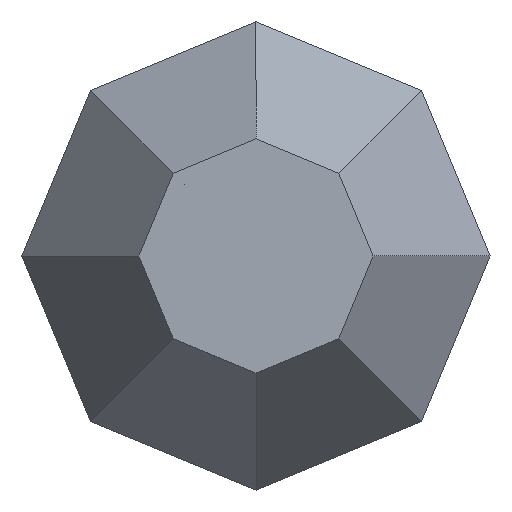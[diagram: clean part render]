
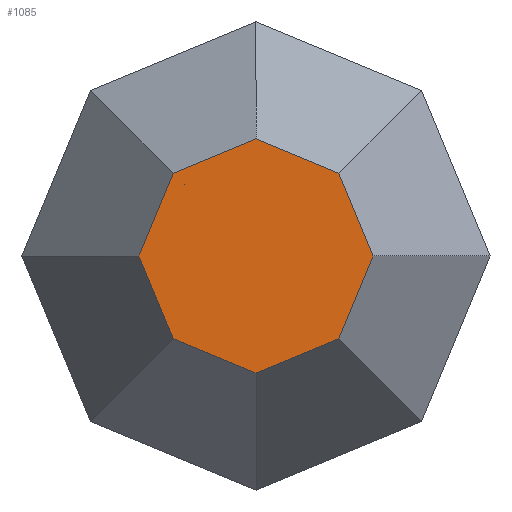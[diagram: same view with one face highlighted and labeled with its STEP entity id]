
A CAD part, front view. The second image highlights one B-rep face of the part: STEP entity #1085.
In plain terms, the highlighted planar face has unit normal (0, -1, 0).
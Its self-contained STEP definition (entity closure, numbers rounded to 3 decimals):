
#60=PLANE('',#1179);
#129=FACE_OUTER_BOUND('',#200,.T.);
#200=EDGE_LOOP('',(#936,#937,#938,#939,#940,#941,#942,#943));
#308=LINE('',#1670,#453);
#311=LINE('',#1676,#456);
#314=LINE('',#1682,#459);
#317=LINE('',#1688,#462);
#320=LINE('',#1694,#465);
#323=LINE('',#1700,#468);
#326=LINE('',#1706,#471);
#329=LINE('',#1710,#474);
#453=VECTOR('',#1367,10.);
#456=VECTOR('',#1372,10.);
#459=VECTOR('',#1377,10.);
#462=VECTOR('',#1382,10.);
#465=VECTOR('',#1387,10.);
#468=VECTOR('',#1392,10.);
#471=VECTOR('',#1397,10.);
#474=VECTOR('',#1402,10.);
#569=VERTEX_POINT('',#1667);
#570=VERTEX_POINT('',#1669);
#572=VERTEX_POINT('',#1675);
#574=VERTEX_POINT('',#1681);
#576=VERTEX_POINT('',#1687);
#578=VERTEX_POINT('',#1693);
#580=VERTEX_POINT('',#1699);
#582=VERTEX_POINT('',#1705);
#684=EDGE_CURVE('',#570,#569,#308,.T.);
#687=EDGE_CURVE('',#572,#570,#311,.T.);
#690=EDGE_CURVE('',#574,#572,#314,.T.);
#693=EDGE_CURVE('',#576,#574,#317,.T.);
#696=EDGE_CURVE('',#578,#576,#320,.T.);
#699=EDGE_CURVE('',#580,#578,#323,.T.);
#702=EDGE_CURVE('',#582,#580,#326,.T.);
#705=EDGE_CURVE('',#569,#582,#329,.T.);
#936=ORIENTED_EDGE('',*,*,#705,.T.);
#937=ORIENTED_EDGE('',*,*,#702,.T.);
#938=ORIENTED_EDGE('',*,*,#699,.T.);
#939=ORIENTED_EDGE('',*,*,#696,.T.);
#940=ORIENTED_EDGE('',*,*,#693,.T.);
#941=ORIENTED_EDGE('',*,*,#690,.T.);
#942=ORIENTED_EDGE('',*,*,#687,.T.);
#943=ORIENTED_EDGE('',*,*,#684,.T.);
#1085=ADVANCED_FACE('',(#129),#60,.T.);
#1179=AXIS2_PLACEMENT_3D('',#1711,#1403,#1404);
#1367=DIRECTION('',(0.924,0.,-0.383));
#1372=DIRECTION('',(0.383,0.,-0.924));
#1377=DIRECTION('',(-0.383,0.,-0.924));
#1382=DIRECTION('',(-0.924,0.,-0.383));
#1387=DIRECTION('',(-0.924,0.,0.383));
#1392=DIRECTION('',(-0.383,0.,0.924));
#1397=DIRECTION('',(0.383,0.,0.924));
#1402=DIRECTION('',(0.924,0.,0.383));
#1403=DIRECTION('center_axis',(0.,-1.,0.));
#1404=DIRECTION('ref_axis',(0.,0.,-1.));
#1667=CARTESIAN_POINT('',(0.,-11.,-6.));
#1669=CARTESIAN_POINT('',(-4.243,-11.,-4.243));
#1670=CARTESIAN_POINT('',(-4.243,-11.,-4.243));
#1675=CARTESIAN_POINT('',(-6.,-11.,0.));
#1676=CARTESIAN_POINT('',(-6.,-11.,0.));
#1681=CARTESIAN_POINT('',(-4.243,-11.,4.243));
#1682=CARTESIAN_POINT('',(-4.243,-11.,4.243));
#1687=CARTESIAN_POINT('',(0.,-11.,6.));
#1688=CARTESIAN_POINT('',(0.,-11.,6.));
#1693=CARTESIAN_POINT('',(4.243,-11.,4.243));
#1694=CARTESIAN_POINT('',(4.243,-11.,4.243));
#1699=CARTESIAN_POINT('',(6.,-11.,0.));
#1700=CARTESIAN_POINT('',(6.,-11.,0.));
#1705=CARTESIAN_POINT('',(4.243,-11.,-4.243));
#1706=CARTESIAN_POINT('',(4.243,-11.,-4.243));
#1710=CARTESIAN_POINT('',(0.,-11.,-6.));
#1711=CARTESIAN_POINT('Origin',(0.,-11.,0.));
